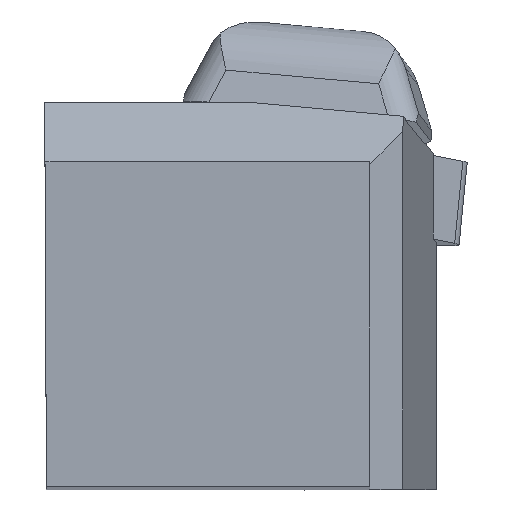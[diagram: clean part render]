
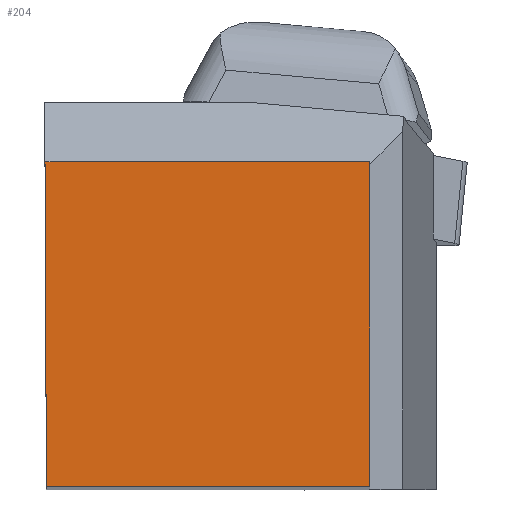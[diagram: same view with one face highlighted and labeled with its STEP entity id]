
A CAD part, top view. The second image highlights one B-rep face of the part: STEP entity #204.
In plain terms, the highlighted planar face has unit normal (0, 0, 1).
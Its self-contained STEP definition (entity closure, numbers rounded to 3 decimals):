
#145=FACE_OUTER_BOUND('',#564,.T.);
#204=ADVANCED_FACE('BLANK_BOXF006',(#145),#258,.F.);
#258=PLANE('',#1335);
#338=LINE('',#1934,#458);
#339=LINE('',#1937,#459);
#340=LINE('',#1939,#460);
#341=LINE('',#1941,#461);
#458=VECTOR('',#1529,1.);
#459=VECTOR('',#1530,1.);
#460=VECTOR('',#1531,1.);
#461=VECTOR('',#1532,1.);
#564=EDGE_LOOP('',(#706,#707,#708,#709));
#706=ORIENTED_EDGE('',*,*,#1110,.T.);
#707=ORIENTED_EDGE('',*,*,#1111,.T.);
#708=ORIENTED_EDGE('',*,*,#1112,.T.);
#709=ORIENTED_EDGE('',*,*,#1113,.T.);
#987=VERTEX_POINT('',#1935);
#988=VERTEX_POINT('',#1936);
#989=VERTEX_POINT('',#1938);
#990=VERTEX_POINT('',#1940);
#1110=EDGE_CURVE('',#987,#988,#338,.T.);
#1111=EDGE_CURVE('',#988,#989,#339,.T.);
#1112=EDGE_CURVE('',#989,#990,#340,.T.);
#1113=EDGE_CURVE('',#990,#987,#341,.T.);
#1335=AXIS2_PLACEMENT_3D('',#1942,#1533,#1534);
#1529=DIRECTION('',(0.,1.,0.));
#1530=DIRECTION('',(-1.,0.,0.));
#1531=DIRECTION('',(0.004,-1.,0.));
#1532=DIRECTION('',(1.,0.,0.));
#1533=DIRECTION('',(0.,0.,-1.));
#1534=DIRECTION('',(1.,0.,0.));
#1934=CARTESIAN_POINT('',(24.875,-166.35,0.));
#1935=CARTESIAN_POINT('',(24.875,0.,0.));
#1936=CARTESIAN_POINT('',(24.875,24.875,0.));
#1937=CARTESIAN_POINT('',(166.35,24.875,0.));
#1938=CARTESIAN_POINT('',(0.,24.875,0.));
#1939=CARTESIAN_POINT('',(-0.617,166.348,0.));
#1940=CARTESIAN_POINT('',(0.109,0.,0.));
#1941=CARTESIAN_POINT('',(-166.35,0.,0.));
#1942=CARTESIAN_POINT('',(47.35,-5.,0.));
